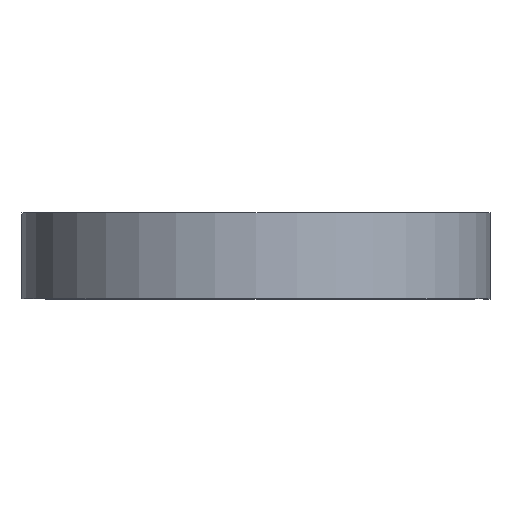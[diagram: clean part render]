
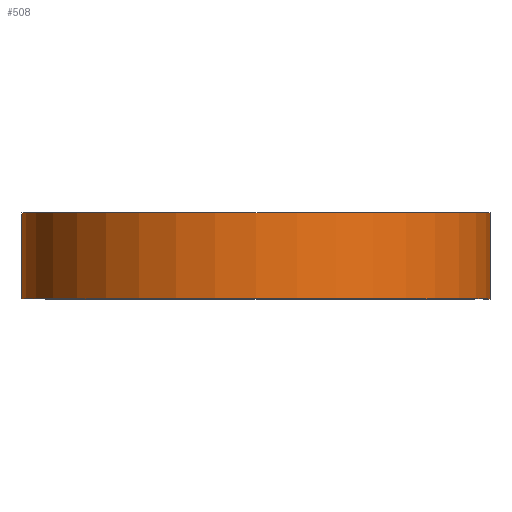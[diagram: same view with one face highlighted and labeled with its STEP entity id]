
A CAD part, top view. The second image highlights one B-rep face of the part: STEP entity #508.
In plain terms, the highlighted cylindrical face has radius 43.282 mm (diameter 86.563 mm), a partial arc.
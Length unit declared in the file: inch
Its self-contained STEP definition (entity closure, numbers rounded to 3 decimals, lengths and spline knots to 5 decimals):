
#57 = DIRECTION ( 'NONE',  ( 0., 0., -1. ) ) ;
#58 = EDGE_CURVE ( 'NONE', #472, #623, #735, .T. ) ;
#90 = VERTEX_POINT ( 'NONE', #142 ) ;
#141 = ORIENTED_EDGE ( 'NONE', *, *, #58, .T. ) ;
#142 = CARTESIAN_POINT ( 'NONE',  ( 1.704, 0.3125, 0. ) ) ;
#179 = DIRECTION ( 'NONE',  ( 1., 0., 0. ) ) ;
#181 = CARTESIAN_POINT ( 'NONE',  ( 0., -0.3125, 0. ) ) ;
#187 = EDGE_CURVE ( 'NONE', #90, #623, #500, .T. ) ;
#189 = DIRECTION ( 'NONE',  ( 1., 0., 0. ) ) ;
#191 = DIRECTION ( 'NONE',  ( 0., 1., 0. ) ) ;
#220 = DIRECTION ( 'NONE',  ( 0., 1., 0. ) ) ;
#228 = CARTESIAN_POINT ( 'NONE',  ( 1.704, 0.3125, 0. ) ) ;
#233 = EDGE_LOOP ( 'NONE', ( #141, #527, #608, #351 ) ) ;
#241 = DIRECTION ( 'NONE',  ( 0., -1., 0. ) ) ;
#244 = EDGE_CURVE ( 'NONE', #550, #90, #673, .T. ) ;
#250 = CARTESIAN_POINT ( 'NONE',  ( 0., 0.3125, 0. ) ) ;
#289 = EDGE_CURVE ( 'NONE', #550, #472, #702, .T. ) ;
#346 = CARTESIAN_POINT ( 'NONE',  ( 1.704, -0.3125, 0. ) ) ;
#351 = ORIENTED_EDGE ( 'NONE', *, *, #289, .T. ) ;
#352 = VECTOR ( 'NONE', #447, 39.37008 ) ;
#379 = AXIS2_PLACEMENT_3D ( 'NONE', #250, #220, #189 ) ;
#405 = CYLINDRICAL_SURFACE ( 'NONE', #537, 1.704 ) ;
#414 = FACE_OUTER_BOUND ( 'NONE', #233, .T. ) ;
#426 = CARTESIAN_POINT ( 'NONE',  ( 0., 0.3125, -1.704 ) ) ;
#447 = DIRECTION ( 'NONE',  ( 0., -1., 0. ) ) ;
#472 = VERTEX_POINT ( 'NONE', #533 ) ;
#474 = CARTESIAN_POINT ( 'NONE',  ( 0., 0.3125, 0. ) ) ;
#500 = LINE ( 'NONE', #228, #503 ) ;
#503 = VECTOR ( 'NONE', #241, 39.37008 ) ;
#508 = ADVANCED_FACE ( 'NONE', ( #414 ), #405, .T. ) ;
#527 = ORIENTED_EDGE ( 'NONE', *, *, #187, .F. ) ;
#533 = CARTESIAN_POINT ( 'NONE',  ( 0., -0.3125, -1.704 ) ) ;
#537 = AXIS2_PLACEMENT_3D ( 'NONE', #474, #684, #57 ) ;
#550 = VERTEX_POINT ( 'NONE', #600 ) ;
#600 = CARTESIAN_POINT ( 'NONE',  ( 0., 0.3125, -1.704 ) ) ;
#608 = ORIENTED_EDGE ( 'NONE', *, *, #244, .F. ) ;
#623 = VERTEX_POINT ( 'NONE', #346 ) ;
#673 = CIRCLE ( 'NONE', #379, 1.704 ) ;
#684 = DIRECTION ( 'NONE',  ( 0., -1., 0. ) ) ;
#702 = LINE ( 'NONE', #426, #352 ) ;
#728 = AXIS2_PLACEMENT_3D ( 'NONE', #181, #191, #179 ) ;
#735 = CIRCLE ( 'NONE', #728, 1.704 ) ;
